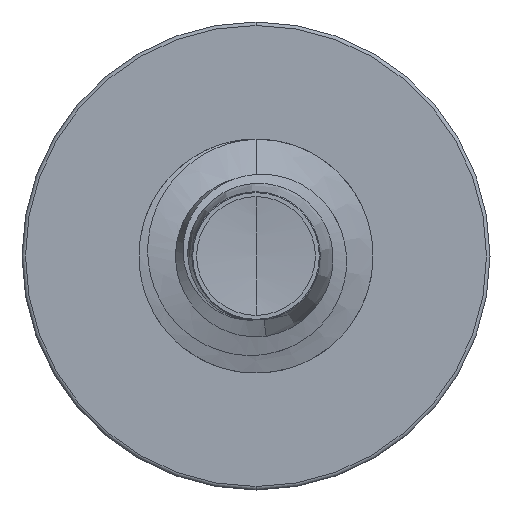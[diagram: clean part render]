
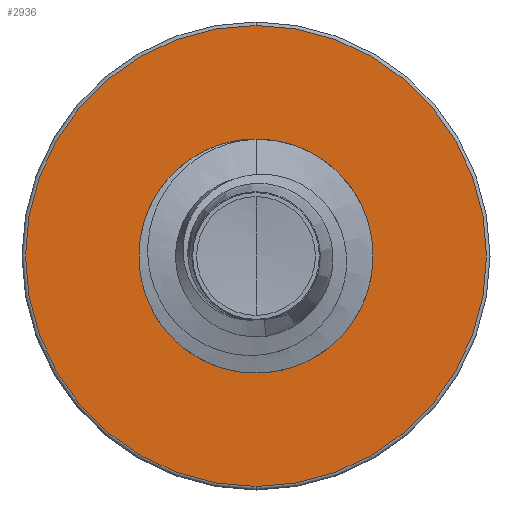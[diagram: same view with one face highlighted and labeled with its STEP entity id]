
A CAD part, front view. The second image highlights one B-rep face of the part: STEP entity #2936.
In plain terms, the highlighted planar face has unit normal (0, -1, 0).
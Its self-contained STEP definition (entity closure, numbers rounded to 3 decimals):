
#46 = CARTESIAN_POINT ( 'NONE',  ( 0., 4.5, 3.448 ) ) ;
#239 = CARTESIAN_POINT ( 'NONE',  ( 0., 4.5, 0. ) ) ;
#328 = EDGE_CURVE ( 'NONE', #2383, #3770, #3105, .T. ) ;
#361 = AXIS2_PLACEMENT_3D ( 'NONE', #1858, #6619, #2540 ) ;
#505 = ORIENTED_EDGE ( 'NONE', *, *, #1800, .T. ) ;
#620 = DIRECTION ( 'NONE',  ( 0., 1., 0. ) ) ;
#994 = CARTESIAN_POINT ( 'NONE',  ( 0., 4.5, 1.572 ) ) ;
#1004 = DIRECTION ( 'NONE',  ( 0., 1., 0. ) ) ;
#1122 = AXIS2_PLACEMENT_3D ( 'NONE', #2831, #7584, #3529 ) ;
#1126 = ORIENTED_EDGE ( 'NONE', *, *, #4826, .T. ) ;
#1661 = AXIS2_PLACEMENT_3D ( 'NONE', #6870, #7918, #8185 ) ;
#1800 = EDGE_CURVE ( 'NONE', #7448, #7536, #4567, .T. ) ;
#1858 = CARTESIAN_POINT ( 'NONE',  ( 0., 4.5, 0. ) ) ;
#2383 = VERTEX_POINT ( 'NONE', #6132 ) ;
#2540 = DIRECTION ( 'NONE',  ( 0., 0., 1. ) ) ;
#2793 = ORIENTED_EDGE ( 'NONE', *, *, #328, .F. ) ;
#2831 = CARTESIAN_POINT ( 'NONE',  ( 0., 4.5, -1.572 ) ) ;
#2936 = ADVANCED_FACE ( 'NONE', ( #5109, #3299 ), #3498, .F. ) ;
#3078 = CARTESIAN_POINT ( 'NONE',  ( 0., 4.5, -1.572 ) ) ;
#3105 = CIRCLE ( 'NONE', #8057, 3.447 ) ;
#3299 = FACE_BOUND ( 'NONE', #7746, .T. ) ;
#3498 = PLANE ( 'NONE',  #1122 ) ;
#3529 = DIRECTION ( 'NONE',  ( 0., 0., 1. ) ) ;
#3770 = VERTEX_POINT ( 'NONE', #46 ) ;
#3992 = CIRCLE ( 'NONE', #361, 1.572 ) ;
#4567 = CIRCLE ( 'NONE', #1661, 1.572 ) ;
#4826 = EDGE_CURVE ( 'NONE', #7536, #7448, #3992, .T. ) ;
#5047 = CARTESIAN_POINT ( 'NONE',  ( 0., 4.5, 0. ) ) ;
#5109 = FACE_OUTER_BOUND ( 'NONE', #7990, .T. ) ;
#5497 = DIRECTION ( 'NONE',  ( 0., 0., 1. ) ) ;
#5739 = DIRECTION ( 'NONE',  ( 0., 0., 1. ) ) ;
#6132 = CARTESIAN_POINT ( 'NONE',  ( 0., 4.5, -3.447 ) ) ;
#6619 = DIRECTION ( 'NONE',  ( 0., 1., 0. ) ) ;
#6776 = AXIS2_PLACEMENT_3D ( 'NONE', #5047, #1004, #5739 ) ;
#6870 = CARTESIAN_POINT ( 'NONE',  ( 0., 4.5, 0. ) ) ;
#7448 = VERTEX_POINT ( 'NONE', #994 ) ;
#7536 = VERTEX_POINT ( 'NONE', #3078 ) ;
#7584 = DIRECTION ( 'NONE',  ( 0., 1., 0. ) ) ;
#7746 = EDGE_LOOP ( 'NONE', ( #505, #1126 ) ) ;
#7791 = EDGE_CURVE ( 'NONE', #3770, #2383, #8417, .T. ) ;
#7918 = DIRECTION ( 'NONE',  ( 0., 1., 0. ) ) ;
#7990 = EDGE_LOOP ( 'NONE', ( #8531, #2793 ) ) ;
#8057 = AXIS2_PLACEMENT_3D ( 'NONE', #239, #620, #5497 ) ;
#8185 = DIRECTION ( 'NONE',  ( 0., 0., 1. ) ) ;
#8417 = CIRCLE ( 'NONE', #6776, 3.447 ) ;
#8531 = ORIENTED_EDGE ( 'NONE', *, *, #7791, .F. ) ;
